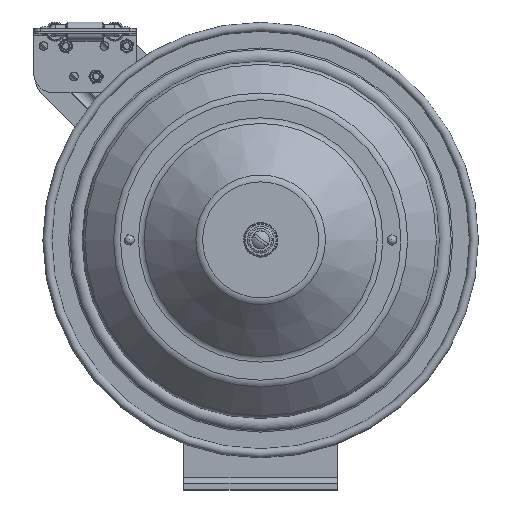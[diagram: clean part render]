
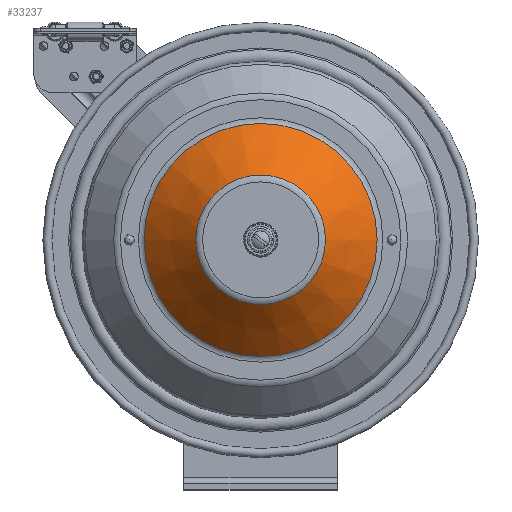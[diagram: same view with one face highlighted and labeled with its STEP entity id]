
A CAD part, top view. The second image highlights one B-rep face of the part: STEP entity #33237.
In plain terms, the highlighted conical face has half-angle 45 degrees and reference radius 89.894 mm.
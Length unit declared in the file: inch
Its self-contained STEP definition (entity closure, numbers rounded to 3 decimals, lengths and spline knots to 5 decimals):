
#1712=CONICAL_SURFACE('',#36130,3.53912,0.785);
#3127=FACE_OUTER_BOUND('',#4730,.T.);
#4730=EDGE_LOOP('',(#26280,#26281,#26282,#26283,#26284,#26285,#26286,#26287));
#6647=CIRCLE('',#36126,2.53017);
#6648=CIRCLE('',#36127,2.53017);
#6649=CIRCLE('',#36128,2.53017);
#6651=CIRCLE('',#36131,4.54807);
#6652=CIRCLE('',#36132,4.54807);
#6653=CIRCLE('',#36133,4.54807);
#8288=LINE('',#52654,#10999);
#10999=VECTOR('',#42140,3.53912);
#14533=VERTEX_POINT('',#52641);
#14534=VERTEX_POINT('',#52642);
#14535=VERTEX_POINT('',#52644);
#14536=VERTEX_POINT('',#52649);
#14537=VERTEX_POINT('',#52650);
#14538=VERTEX_POINT('',#52652);
#19253=EDGE_CURVE('',#14533,#14534,#6647,.T.);
#19254=EDGE_CURVE('',#14535,#14533,#6648,.T.);
#19255=EDGE_CURVE('',#14534,#14535,#6649,.T.);
#19257=EDGE_CURVE('',#14536,#14537,#6651,.T.);
#19258=EDGE_CURVE('',#14538,#14536,#6652,.T.);
#19259=EDGE_CURVE('',#14538,#14535,#8288,.T.);
#19260=EDGE_CURVE('',#14537,#14538,#6653,.T.);
#26280=ORIENTED_EDGE('',*,*,#19257,.F.);
#26281=ORIENTED_EDGE('',*,*,#19258,.F.);
#26282=ORIENTED_EDGE('',*,*,#19259,.T.);
#26283=ORIENTED_EDGE('',*,*,#19254,.T.);
#26284=ORIENTED_EDGE('',*,*,#19253,.T.);
#26285=ORIENTED_EDGE('',*,*,#19255,.T.);
#26286=ORIENTED_EDGE('',*,*,#19259,.F.);
#26287=ORIENTED_EDGE('',*,*,#19260,.F.);
#33237=ADVANCED_FACE('',(#3127),#1712,.T.);
#36126=AXIS2_PLACEMENT_3D('',#52643,#42126,#42127);
#36127=AXIS2_PLACEMENT_3D('',#52645,#42128,#42129);
#36128=AXIS2_PLACEMENT_3D('',#52646,#42130,#42131);
#36130=AXIS2_PLACEMENT_3D('',#52648,#42134,#42135);
#36131=AXIS2_PLACEMENT_3D('',#52651,#42136,#42137);
#36132=AXIS2_PLACEMENT_3D('',#52653,#42138,#42139);
#36133=AXIS2_PLACEMENT_3D('',#52655,#42141,#42142);
#42126=DIRECTION('center_axis',(0.,0.,
-1.));
#42127=DIRECTION('ref_axis',(-1.,0.,0.));
#42128=DIRECTION('center_axis',(0.,0.,
-1.));
#42129=DIRECTION('ref_axis',(-1.,0.,0.));
#42130=DIRECTION('center_axis',(0.,0.,
-1.));
#42131=DIRECTION('ref_axis',(-1.,0.,0.));
#42134=DIRECTION('center_axis',(0.,0.,
-1.));
#42135=DIRECTION('ref_axis',(-1.,0.,0.));
#42136=DIRECTION('center_axis',(0.,0.,
-1.));
#42137=DIRECTION('ref_axis',(-1.,0.,0.));
#42138=DIRECTION('center_axis',(0.,0.,
-1.));
#42139=DIRECTION('ref_axis',(-1.,0.,0.));
#42140=DIRECTION('',(-0.707,0.,0.707));
#42141=DIRECTION('center_axis',(0.,0.,
-1.));
#42142=DIRECTION('ref_axis',(-1.,0.,0.));
#52641=CARTESIAN_POINT('',(-2.56072,0.45608,8.43924));
#52642=CARTESIAN_POINT('',(-0.03055,2.98625,8.43924));
#52643=CARTESIAN_POINT('Origin',(-0.03055,0.45608,
8.43924));
#52644=CARTESIAN_POINT('',(2.49961,0.45608,8.43924));
#52645=CARTESIAN_POINT('Origin',(-0.03055,0.45608,
8.43924));
#52646=CARTESIAN_POINT('Origin',(-0.03055,0.45608,
8.43924));
#52648=CARTESIAN_POINT('Origin',(-0.03055,0.45608,
7.43028));
#52649=CARTESIAN_POINT('',(-4.57862,0.45608,6.42133));
#52650=CARTESIAN_POINT('',(-0.03055,5.00415,6.42133));
#52651=CARTESIAN_POINT('Origin',(-0.03055,0.45608,
6.42133));
#52652=CARTESIAN_POINT('',(4.51752,0.45608,6.42133));
#52653=CARTESIAN_POINT('Origin',(-0.03055,0.45608,
6.42133));
#52654=CARTESIAN_POINT('',(3.50857,0.45608,7.43028));
#52655=CARTESIAN_POINT('Origin',(-0.03055,0.45608,
6.42133));
